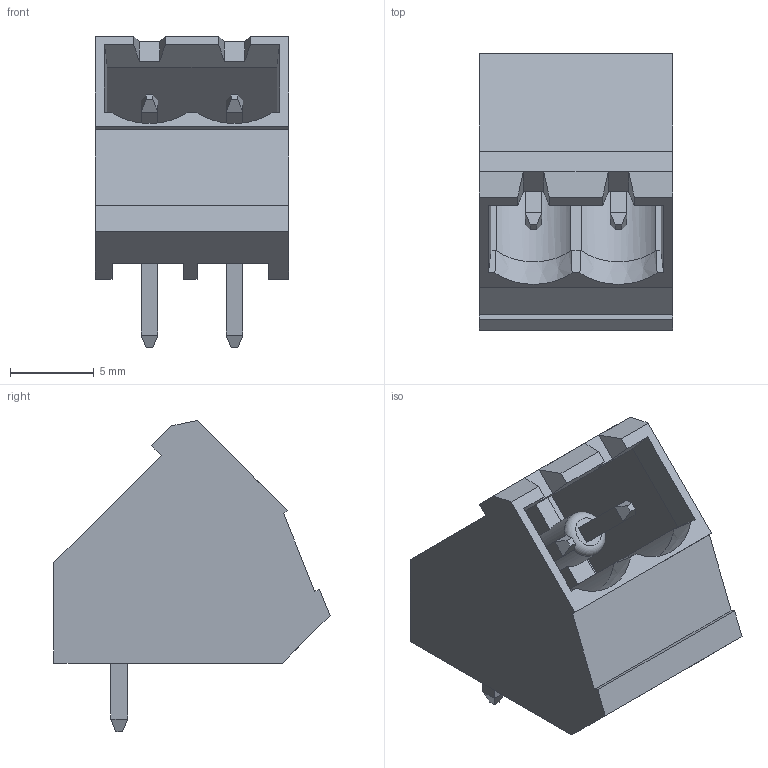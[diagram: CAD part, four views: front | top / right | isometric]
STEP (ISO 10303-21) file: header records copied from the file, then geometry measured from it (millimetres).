
FILE_DESCRIPTION( ( 'Unknown' ), '1' );
FILE_NAME( '691314520102.stp', 'Unknown', ( 'Unknown' ), ( 'Unknown' ), 'PSStep 15.0.49', 'Unknown', ' ' );
FILE_SCHEMA( ( 'AUTOMOTIVE_DESIGN { 1 0 10303 214 1 1 1 1 }' ) );
Length unit declared in the file: millimetre
Products named in the file (3): Assem1; 691314520102; 6913145201xx_PIN
Assembly tree (3 placements, depth 2):
  Assem1
    691314520102
    6913145201xx_PIN  x2
Bounding box: 11.56 x 16.5 x 18.6 mm (x, y, z)
Volume: 836.4 mm3; surface area: 1881.4 mm2
Topology: 3 solids, 3 shells, 140 faces, 378 edges, 242 vertices
Faces by surface type: plane 132, cylinder 4, cone 2, torus 2
Full cylindrical faces by diameter (mm): 2.75 x2
Entity records: 4922 total; most frequent: CARTESIAN_POINT 716, ORIENTED_EDGE 676, DIRECTION 616, EDGE_CURVE 338, LINE 304, VECTOR 304, VERTEX_POINT 220, AXIS2_PLACEMENT_3D 156
